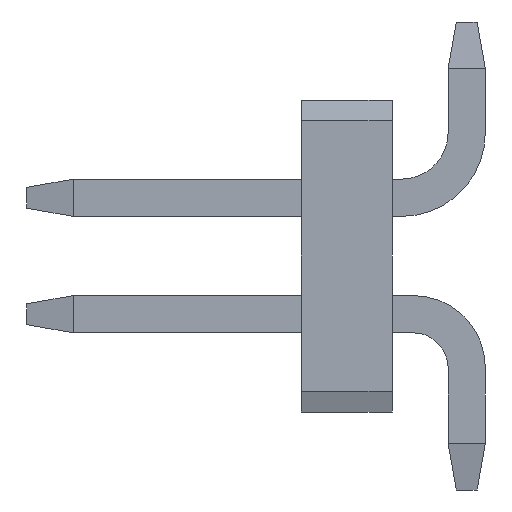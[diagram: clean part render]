
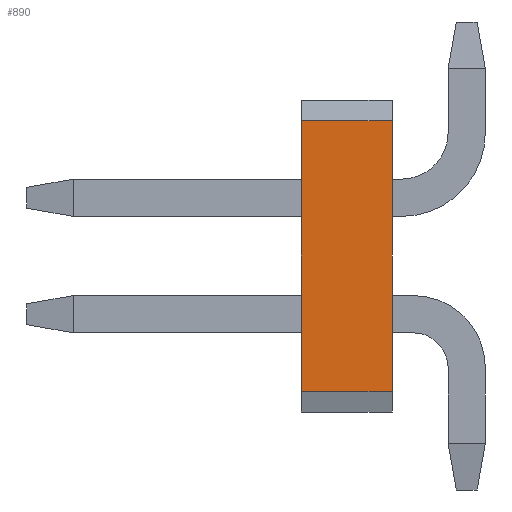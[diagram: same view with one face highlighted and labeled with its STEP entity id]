
A CAD part, left-side view. The second image highlights one B-rep face of the part: STEP entity #890.
In plain terms, the highlighted planar face has unit normal (-1, 0, 0).
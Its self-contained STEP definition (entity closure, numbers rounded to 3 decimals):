
#52 = CARTESIAN_POINT ( 'NONE',  ( -3.175, 2.007, 1.473 ) ) ;
#489 = LINE ( 'NONE', #3629, #691 ) ;
#594 = CARTESIAN_POINT ( 'NONE',  ( -3.175, 1.016, 1.473 ) ) ;
#669 = FACE_OUTER_BOUND ( 'NONE', #2086, .T. ) ;
#691 = VECTOR ( 'NONE', #1679, 1000. ) ;
#702 = CARTESIAN_POINT ( 'NONE',  ( -3.175, 1.016, 1.473 ) ) ;
#735 = ORIENTED_EDGE ( 'NONE', *, *, #3685, .F. ) ;
#744 = EDGE_CURVE ( 'NONE', #1572, #1975, #4074, .T. ) ;
#890 = ADVANCED_FACE ( 'NONE', ( #669 ), #3856, .T. ) ;
#1381 = CARTESIAN_POINT ( 'NONE',  ( -3.175, 1.016, -1.473 ) ) ;
#1572 = VERTEX_POINT ( 'NONE', #4006 ) ;
#1679 = DIRECTION ( 'NONE',  ( 0., 0., 1. ) ) ;
#1719 = EDGE_CURVE ( 'NONE', #2243, #1838, #2227, .T. ) ;
#1838 = VERTEX_POINT ( 'NONE', #52 ) ;
#1975 = VERTEX_POINT ( 'NONE', #4481 ) ;
#2086 = EDGE_LOOP ( 'NONE', ( #735, #4921, #4239, #3812 ) ) ;
#2115 = VECTOR ( 'NONE', #2931, 1000. ) ;
#2194 = CARTESIAN_POINT ( 'NONE',  ( -3.175, 1.016, -1.473 ) ) ;
#2227 = LINE ( 'NONE', #702, #2687 ) ;
#2237 = DIRECTION ( 'NONE',  ( 0., 0., 1. ) ) ;
#2243 = VERTEX_POINT ( 'NONE', #594 ) ;
#2687 = VECTOR ( 'NONE', #4511, 1000. ) ;
#2931 = DIRECTION ( 'NONE',  ( 0., 0., 1. ) ) ;
#3249 = VECTOR ( 'NONE', #4848, 1000. ) ;
#3629 = CARTESIAN_POINT ( 'NONE',  ( -3.175, 2.007, -1.473 ) ) ;
#3685 = EDGE_CURVE ( 'NONE', #1975, #1838, #489, .T. ) ;
#3803 = DIRECTION ( 'NONE',  ( -1., 0., 0. ) ) ;
#3812 = ORIENTED_EDGE ( 'NONE', *, *, #1719, .T. ) ;
#3856 = PLANE ( 'NONE',  #4311 ) ;
#4006 = CARTESIAN_POINT ( 'NONE',  ( -3.175, 1.016, -1.473 ) ) ;
#4074 = LINE ( 'NONE', #2194, #3249 ) ;
#4239 = ORIENTED_EDGE ( 'NONE', *, *, #4452, .T. ) ;
#4311 = AXIS2_PLACEMENT_3D ( 'NONE', #4549, #3803, #2237 ) ;
#4452 = EDGE_CURVE ( 'NONE', #1572, #2243, #4484, .T. ) ;
#4481 = CARTESIAN_POINT ( 'NONE',  ( -3.175, 2.007, -1.473 ) ) ;
#4484 = LINE ( 'NONE', #1381, #2115 ) ;
#4511 = DIRECTION ( 'NONE',  ( 0., 1., 0. ) ) ;
#4549 = CARTESIAN_POINT ( 'NONE',  ( -3.175, 1.016, -1.473 ) ) ;
#4848 = DIRECTION ( 'NONE',  ( 0., 1., 0. ) ) ;
#4921 = ORIENTED_EDGE ( 'NONE', *, *, #744, .F. ) ;
